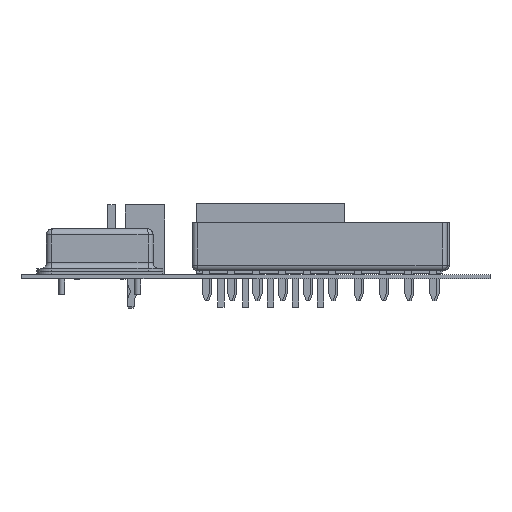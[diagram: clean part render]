
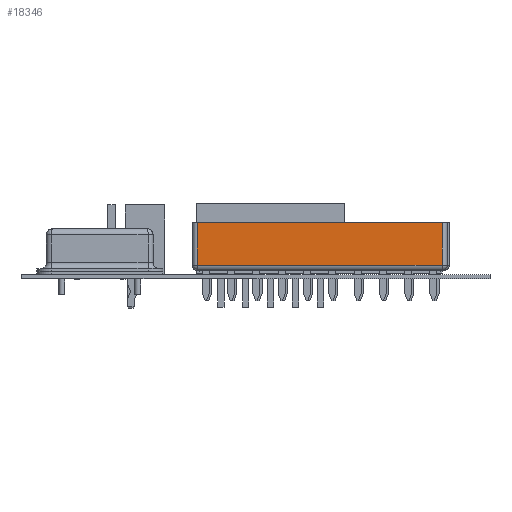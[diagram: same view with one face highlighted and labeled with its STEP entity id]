
A CAD part, left-side view. The second image highlights one B-rep face of the part: STEP entity #18346.
In plain terms, the highlighted face is planar.
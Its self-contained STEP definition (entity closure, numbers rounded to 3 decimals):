
#18318 = VERTEX_POINT('',#18319);
#18319 = CARTESIAN_POINT('',(23.73,8.81,5.1));
#18326 = EDGE_CURVE('',#18318,#18327,#18329,.T.);
#18327 = VERTEX_POINT('',#18328);
#18328 = CARTESIAN_POINT('',(-0.87,8.81,5.1));
#18329 = LINE('',#18330,#18331);
#18330 = CARTESIAN_POINT('',(23.73,8.81,5.1));
#18331 = VECTOR('',#18332,1.);
#18332 = DIRECTION('',(-1.,0.,0.));
#18346 = ADVANCED_FACE('',(#18347),#18372,.T.);
#18347 = FACE_BOUND('',#18348,.T.);
#18348 = EDGE_LOOP('',(#18349,#18357,#18365,#18371));
#18349 = ORIENTED_EDGE('',*,*,#18350,.T.);
#18350 = EDGE_CURVE('',#18318,#18351,#18353,.T.);
#18351 = VERTEX_POINT('',#18352);
#18352 = CARTESIAN_POINT('',(23.73,8.81,0.8));
#18353 = LINE('',#18354,#18355);
#18354 = CARTESIAN_POINT('',(23.73,8.81,5.1));
#18355 = VECTOR('',#18356,1.);
#18356 = DIRECTION('',(0.,0.,-1.));
#18357 = ORIENTED_EDGE('',*,*,#18358,.T.);
#18358 = EDGE_CURVE('',#18351,#18359,#18361,.T.);
#18359 = VERTEX_POINT('',#18360);
#18360 = CARTESIAN_POINT('',(-0.87,8.81,0.8));
#18361 = LINE('',#18362,#18363);
#18362 = CARTESIAN_POINT('',(23.73,8.81,0.8));
#18363 = VECTOR('',#18364,1.);
#18364 = DIRECTION('',(-1.,0.,0.));
#18365 = ORIENTED_EDGE('',*,*,#18366,.F.);
#18366 = EDGE_CURVE('',#18327,#18359,#18367,.T.);
#18367 = LINE('',#18368,#18369);
#18368 = CARTESIAN_POINT('',(-0.87,8.81,5.1));
#18369 = VECTOR('',#18370,1.);
#18370 = DIRECTION('',(0.,0.,-1.));
#18371 = ORIENTED_EDGE('',*,*,#18326,.F.);
#18372 = PLANE('',#18373);
#18373 = AXIS2_PLACEMENT_3D('',#18374,#18375,#18376);
#18374 = CARTESIAN_POINT('',(24.23,8.81,5.1));
#18375 = DIRECTION('',(0.,1.,0.));
#18376 = DIRECTION('',(0.,0.,-1.));
